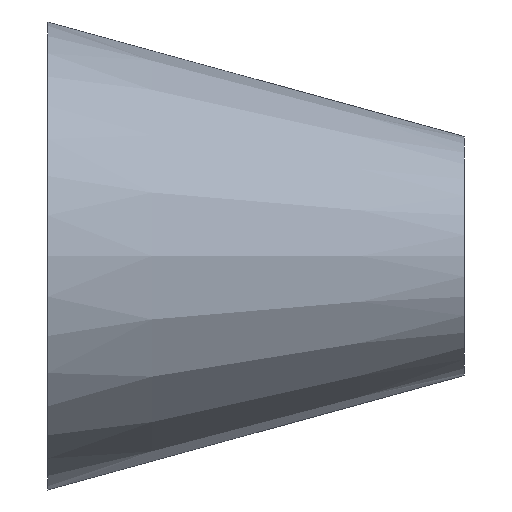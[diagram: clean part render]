
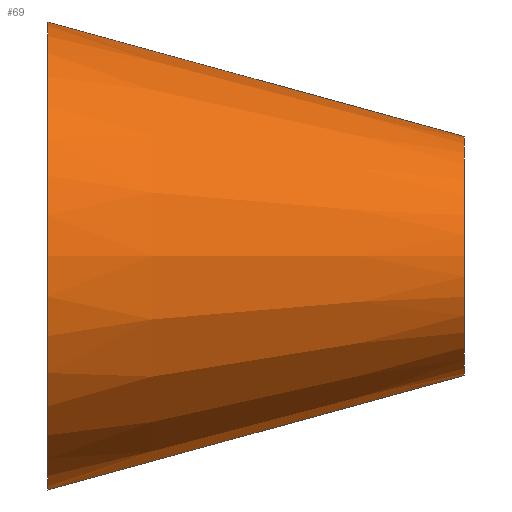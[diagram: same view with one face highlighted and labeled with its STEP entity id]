
A CAD part, front view. The second image highlights one B-rep face of the part: STEP entity #69.
In plain terms, the highlighted conical face has half-angle 15.376 degrees and reference radius 8.6 mm.
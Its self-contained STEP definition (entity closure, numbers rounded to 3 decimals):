
#13 = VERTEX_POINT ( 'NONE', #171 ) ;
#18 = DIRECTION ( 'NONE',  ( 1., 0., 0. ) ) ;
#27 = CARTESIAN_POINT ( 'NONE',  ( 0., 0., 16.85 ) ) ;
#29 = VERTEX_POINT ( 'NONE', #161 ) ;
#32 = ORIENTED_EDGE ( 'NONE', *, *, #56, .F. ) ;
#36 = FACE_OUTER_BOUND ( 'NONE', #128, .T. ) ;
#42 = DIRECTION ( 'NONE',  ( 0., 0., -1. ) ) ;
#50 = CONICAL_SURFACE ( 'NONE', #122, 8.6, 0.268 ) ;
#56 = EDGE_CURVE ( 'NONE', #29, #13, #82, .T. ) ;
#59 = DIRECTION ( 'NONE',  ( -0.964, 0., 0.265 ) ) ;
#60 = DIRECTION ( 'NONE',  ( 0., 0., -1. ) ) ;
#61 = CARTESIAN_POINT ( 'NONE',  ( 0., 0., 0. ) ) ;
#64 = AXIS2_PLACEMENT_3D ( 'NONE', #61, #18, #42 ) ;
#69 = ADVANCED_FACE ( 'NONE', ( #36 ), #50, .T. ) ;
#82 = LINE ( 'NONE', #213, #166 ) ;
#86 = EDGE_CURVE ( 'NONE', #134, #29, #200, .T. ) ;
#117 = CARTESIAN_POINT ( 'NONE',  ( 30., 0., 8.6 ) ) ;
#119 = LINE ( 'NONE', #117, #246 ) ;
#122 = AXIS2_PLACEMENT_3D ( 'NONE', #153, #226, #189 ) ;
#128 = EDGE_LOOP ( 'NONE', ( #32, #209, #249, #206 ) ) ;
#130 = EDGE_CURVE ( 'NONE', #247, #13, #207, .T. ) ;
#134 = VERTEX_POINT ( 'NONE', #136 ) ;
#136 = CARTESIAN_POINT ( 'NONE',  ( 30., 0., 8.6 ) ) ;
#153 = CARTESIAN_POINT ( 'NONE',  ( 30., 0., 0. ) ) ;
#154 = EDGE_CURVE ( 'NONE', #134, #247, #119, .T. ) ;
#161 = CARTESIAN_POINT ( 'NONE',  ( 30., 0., -8.6 ) ) ;
#166 = VECTOR ( 'NONE', #175, 1000. ) ;
#171 = CARTESIAN_POINT ( 'NONE',  ( 0., 0., -16.85 ) ) ;
#175 = DIRECTION ( 'NONE',  ( -0.964, 0., -0.265 ) ) ;
#189 = DIRECTION ( 'NONE',  ( 0., 0., 1. ) ) ;
#200 = CIRCLE ( 'NONE', #227, 8.6 ) ;
#206 = ORIENTED_EDGE ( 'NONE', *, *, #130, .T. ) ;
#207 = CIRCLE ( 'NONE', #64, 16.85 ) ;
#209 = ORIENTED_EDGE ( 'NONE', *, *, #86, .F. ) ;
#213 = CARTESIAN_POINT ( 'NONE',  ( 30., 0., -8.6 ) ) ;
#225 = DIRECTION ( 'NONE',  ( 1., 0., 0. ) ) ;
#226 = DIRECTION ( 'NONE',  ( -1., 0., 0. ) ) ;
#227 = AXIS2_PLACEMENT_3D ( 'NONE', #229, #225, #60 ) ;
#229 = CARTESIAN_POINT ( 'NONE',  ( 30., 0., 0. ) ) ;
#246 = VECTOR ( 'NONE', #59, 1000. ) ;
#247 = VERTEX_POINT ( 'NONE', #27 ) ;
#249 = ORIENTED_EDGE ( 'NONE', *, *, #154, .T. ) ;
